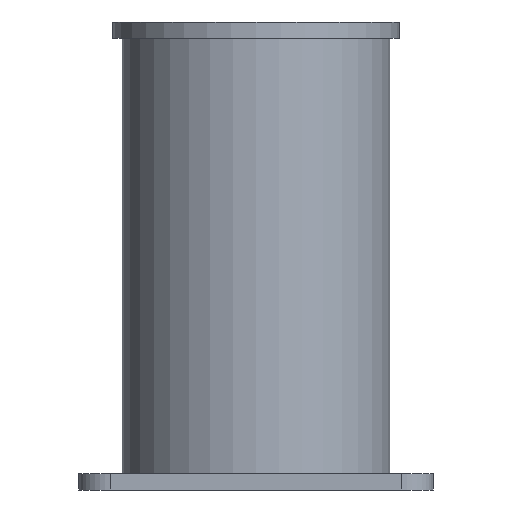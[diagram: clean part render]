
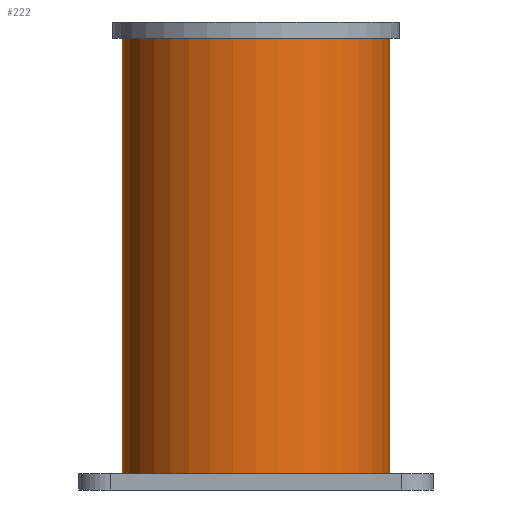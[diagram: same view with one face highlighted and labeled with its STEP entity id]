
A CAD part, front view. The second image highlights one B-rep face of the part: STEP entity #222.
In plain terms, the highlighted cylindrical face has radius 207.5 mm (diameter 415 mm), a full revolution.
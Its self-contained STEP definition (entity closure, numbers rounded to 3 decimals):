
#27=FACE_OUTER_BOUND('',#42,.T.);
#42=EDGE_LOOP('',(#156,#157,#158,#159));
#58=LINE('',#358,#76);
#76=VECTOR('',#285,207.5);
#94=CIRCLE('',#253,207.5);
#95=CIRCLE('',#254,207.5);
#106=VERTEX_POINT('',#355);
#107=VERTEX_POINT('',#357);
#126=EDGE_CURVE('',#106,#106,#94,.T.);
#127=EDGE_CURVE('',#106,#107,#58,.T.);
#128=EDGE_CURVE('',#107,#107,#95,.T.);
#156=ORIENTED_EDGE('',*,*,#126,.F.);
#157=ORIENTED_EDGE('',*,*,#127,.T.);
#158=ORIENTED_EDGE('',*,*,#128,.F.);
#159=ORIENTED_EDGE('',*,*,#127,.F.);
#216=CYLINDRICAL_SURFACE('',#252,207.5);
#222=ADVANCED_FACE('',(#27),#216,.T.);
#252=AXIS2_PLACEMENT_3D('',#354,#281,#282);
#253=AXIS2_PLACEMENT_3D('',#356,#283,#284);
#254=AXIS2_PLACEMENT_3D('',#359,#286,#287);
#281=DIRECTION('center_axis',(0.,0.,1.));
#282=DIRECTION('ref_axis',(1.,0.,0.));
#283=DIRECTION('center_axis',(0.,0.,1.));
#284=DIRECTION('ref_axis',(-1.,0.,0.));
#285=DIRECTION('',(0.,0.,-1.));
#286=DIRECTION('center_axis',(0.,0.,-1.));
#287=DIRECTION('ref_axis',(1.,0.,0.));
#354=CARTESIAN_POINT('Origin',(0.,0.,25.));
#355=CARTESIAN_POINT('',(-207.5,0.,701.));
#356=CARTESIAN_POINT('Origin',(0.,0.,701.));
#357=CARTESIAN_POINT('',(-207.5,0.,25.));
#358=CARTESIAN_POINT('',(-207.5,0.,25.));
#359=CARTESIAN_POINT('Origin',(0.,0.,25.));
